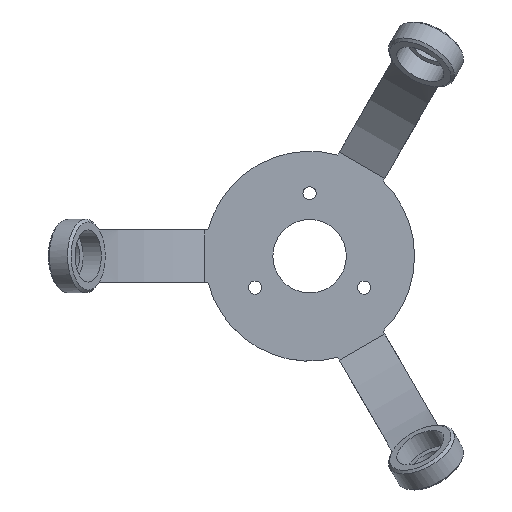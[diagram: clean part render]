
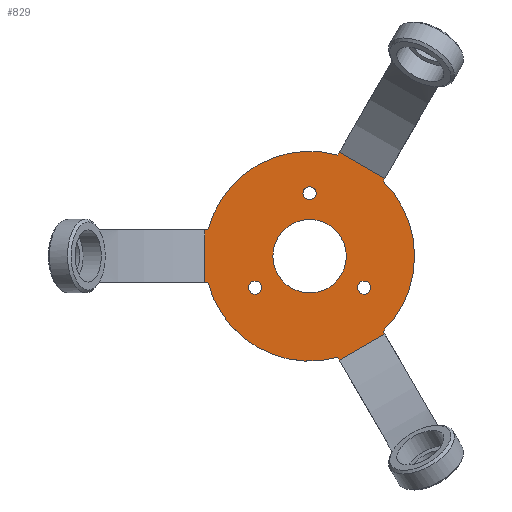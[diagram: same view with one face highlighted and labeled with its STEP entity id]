
A CAD part, top view. The second image highlights one B-rep face of the part: STEP entity #829.
In plain terms, the highlighted planar face has unit normal (0, 0, 1).
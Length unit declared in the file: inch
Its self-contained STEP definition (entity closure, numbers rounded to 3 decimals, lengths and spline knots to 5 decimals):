
#18=FACE_BOUND('',#140,.T.);
#19=FACE_BOUND('',#141,.T.);
#20=FACE_BOUND('',#142,.T.);
#21=FACE_BOUND('',#143,.T.);
#36=PLANE('',#912);
#88=FACE_OUTER_BOUND('',#139,.T.);
#139=EDGE_LOOP('',(#610,#611,#612,#613,#614,#615,#616,#617,#618,#619,#620,
#621));
#140=EDGE_LOOP('',(#622));
#141=EDGE_LOOP('',(#623));
#142=EDGE_LOOP('',(#624));
#143=EDGE_LOOP('',(#625));
#199=LINE('',#1356,#248);
#201=LINE('',#1364,#250);
#202=LINE('',#1368,#251);
#203=LINE('',#1370,#252);
#204=LINE('',#1372,#253);
#205=LINE('',#1376,#254);
#206=LINE('',#1378,#255);
#207=LINE('',#1380,#256);
#208=LINE('',#1383,#257);
#248=VECTOR('',#1061,0.3937);
#250=VECTOR('',#1071,0.3937);
#251=VECTOR('',#1074,0.3937);
#252=VECTOR('',#1075,0.3937);
#253=VECTOR('',#1076,0.3937);
#254=VECTOR('',#1079,0.3937);
#255=VECTOR('',#1080,0.3937);
#256=VECTOR('',#1081,0.3937);
#257=VECTOR('',#1084,0.3937);
#284=CIRCLE('',#877,0.35);
#286=CIRCLE('',#880,0.06299);
#288=CIRCLE('',#883,0.06299);
#290=CIRCLE('',#886,0.06299);
#305=CIRCLE('',#913,1.);
#306=CIRCLE('',#914,1.);
#307=CIRCLE('',#915,1.);
#340=VERTEX_POINT('',#1241);
#342=VERTEX_POINT('',#1247);
#344=VERTEX_POINT('',#1253);
#346=VERTEX_POINT('',#1259);
#366=VERTEX_POINT('',#1353);
#367=VERTEX_POINT('',#1355);
#369=VERTEX_POINT('',#1363);
#370=VERTEX_POINT('',#1365);
#371=VERTEX_POINT('',#1367);
#372=VERTEX_POINT('',#1369);
#373=VERTEX_POINT('',#1371);
#374=VERTEX_POINT('',#1373);
#375=VERTEX_POINT('',#1375);
#376=VERTEX_POINT('',#1377);
#377=VERTEX_POINT('',#1379);
#378=VERTEX_POINT('',#1381);
#420=EDGE_CURVE('',#340,#340,#284,.T.);
#423=EDGE_CURVE('',#342,#342,#286,.T.);
#426=EDGE_CURVE('',#344,#344,#288,.T.);
#429=EDGE_CURVE('',#346,#346,#290,.T.);
#458=EDGE_CURVE('',#367,#366,#199,.T.);
#462=EDGE_CURVE('',#367,#369,#201,.T.);
#463=EDGE_CURVE('',#366,#370,#305,.T.);
#464=EDGE_CURVE('',#371,#370,#202,.T.);
#465=EDGE_CURVE('',#372,#371,#203,.T.);
#466=EDGE_CURVE('',#372,#373,#204,.T.);
#467=EDGE_CURVE('',#373,#374,#306,.T.);
#468=EDGE_CURVE('',#375,#374,#205,.T.);
#469=EDGE_CURVE('',#376,#375,#206,.T.);
#470=EDGE_CURVE('',#376,#377,#207,.T.);
#471=EDGE_CURVE('',#377,#378,#307,.T.);
#472=EDGE_CURVE('',#369,#378,#208,.T.);
#610=ORIENTED_EDGE('',*,*,#462,.F.);
#611=ORIENTED_EDGE('',*,*,#458,.T.);
#612=ORIENTED_EDGE('',*,*,#463,.T.);
#613=ORIENTED_EDGE('',*,*,#464,.F.);
#614=ORIENTED_EDGE('',*,*,#465,.F.);
#615=ORIENTED_EDGE('',*,*,#466,.T.);
#616=ORIENTED_EDGE('',*,*,#467,.T.);
#617=ORIENTED_EDGE('',*,*,#468,.F.);
#618=ORIENTED_EDGE('',*,*,#469,.F.);
#619=ORIENTED_EDGE('',*,*,#470,.T.);
#620=ORIENTED_EDGE('',*,*,#471,.T.);
#621=ORIENTED_EDGE('',*,*,#472,.F.);
#622=ORIENTED_EDGE('',*,*,#420,.T.);
#623=ORIENTED_EDGE('',*,*,#423,.T.);
#624=ORIENTED_EDGE('',*,*,#426,.T.);
#625=ORIENTED_EDGE('',*,*,#429,.T.);
#829=ADVANCED_FACE('',(#88,#18,#19,#20,#21),#36,.T.);
#877=AXIS2_PLACEMENT_3D('',#1242,#984,#985);
#880=AXIS2_PLACEMENT_3D('',#1248,#991,#992);
#883=AXIS2_PLACEMENT_3D('',#1254,#998,#999);
#886=AXIS2_PLACEMENT_3D('',#1260,#1005,#1006);
#912=AXIS2_PLACEMENT_3D('',#1362,#1069,#1070);
#913=AXIS2_PLACEMENT_3D('',#1366,#1072,#1073);
#914=AXIS2_PLACEMENT_3D('',#1374,#1077,#1078);
#915=AXIS2_PLACEMENT_3D('',#1382,#1082,#1083);
#984=DIRECTION('center_axis',(0.,0.,-1.));
#985=DIRECTION('ref_axis',(-1.,0.,0.));
#991=DIRECTION('center_axis',(0.,0.,-1.));
#992=DIRECTION('ref_axis',(-1.,0.,0.));
#998=DIRECTION('center_axis',(0.,0.,-1.));
#999=DIRECTION('ref_axis',(-1.,0.,0.));
#1005=DIRECTION('center_axis',(0.,0.,-1.));
#1006=DIRECTION('ref_axis',(-1.,0.,0.));
#1061=DIRECTION('',(-0.5,-0.866,0.));
#1069=DIRECTION('center_axis',(0.,0.,1.));
#1070=DIRECTION('ref_axis',(1.,0.,0.));
#1071=DIRECTION('',(0.866,-0.5,0.));
#1072=DIRECTION('center_axis',(0.,0.,1.));
#1073=DIRECTION('ref_axis',(1.,0.,0.));
#1074=DIRECTION('',(1.,0.,0.));
#1075=DIRECTION('',(0.,1.,0.));
#1076=DIRECTION('',(1.,0.,0.));
#1077=DIRECTION('center_axis',(0.,0.,1.));
#1078=DIRECTION('ref_axis',(1.,0.,0.));
#1079=DIRECTION('',(-0.5,0.866,0.));
#1080=DIRECTION('',(-0.866,-0.5,0.));
#1081=DIRECTION('',(-0.5,0.866,0.));
#1082=DIRECTION('center_axis',(0.,0.,1.));
#1083=DIRECTION('ref_axis',(1.,0.,0.));
#1084=DIRECTION('',(-0.5,-0.866,0.));
#1241=CARTESIAN_POINT('',(0.35,0.,5.922));
#1242=CARTESIAN_POINT('Origin',(0.,0.,5.922));
#1247=CARTESIAN_POINT('',(-0.45662,-0.3,5.922));
#1248=CARTESIAN_POINT('Origin',(-0.51962,-0.3,5.922));
#1253=CARTESIAN_POINT('',(0.06299,0.6,5.922));
#1254=CARTESIAN_POINT('Origin',(0.,0.6,5.922));
#1259=CARTESIAN_POINT('',(0.58261,-0.3,5.922));
#1260=CARTESIAN_POINT('Origin',(0.51962,-0.3,5.922));
#1353=CARTESIAN_POINT('',(0.26762,0.96353,5.922));
#1355=CARTESIAN_POINT('',(0.28349,0.99103,5.922));
#1356=CARTESIAN_POINT('',(0.28349,0.99103,5.922));
#1362=CARTESIAN_POINT('Origin',(0.,0.,5.922));
#1363=CARTESIAN_POINT('',(0.71651,0.74103,5.922));
#1364=CARTESIAN_POINT('',(-0.36603,1.36603,5.922));
#1365=CARTESIAN_POINT('',(-0.96825,0.25,5.922));
#1366=CARTESIAN_POINT('Origin',(0.,0.,5.922));
#1367=CARTESIAN_POINT('',(-1.,0.25,5.922));
#1368=CARTESIAN_POINT('',(-1.,0.25,5.922));
#1369=CARTESIAN_POINT('',(-1.,-0.25,5.922));
#1370=CARTESIAN_POINT('',(-1.,-1.,5.922));
#1371=CARTESIAN_POINT('',(-0.96825,-0.25,5.922));
#1372=CARTESIAN_POINT('',(-1.,-0.25,5.922));
#1373=CARTESIAN_POINT('',(0.26762,-0.96353,5.922));
#1374=CARTESIAN_POINT('Origin',(0.,0.,5.922));
#1375=CARTESIAN_POINT('',(0.28349,-0.99103,5.922));
#1376=CARTESIAN_POINT('',(0.28349,-0.99103,5.922));
#1377=CARTESIAN_POINT('',(0.71651,-0.74103,5.922));
#1378=CARTESIAN_POINT('',(1.36603,-0.36603,5.922));
#1379=CARTESIAN_POINT('',(0.70063,-0.71353,5.922));
#1380=CARTESIAN_POINT('',(0.71651,-0.74103,5.922));
#1381=CARTESIAN_POINT('',(0.70063,0.71353,5.922));
#1382=CARTESIAN_POINT('Origin',(0.,0.,5.922));
#1383=CARTESIAN_POINT('',(0.71651,0.74103,5.922));
